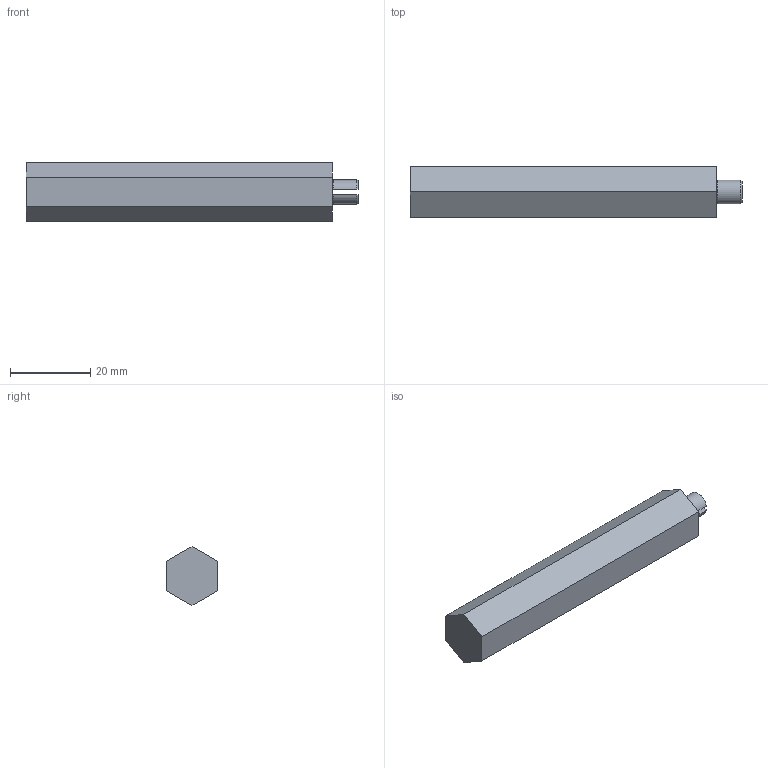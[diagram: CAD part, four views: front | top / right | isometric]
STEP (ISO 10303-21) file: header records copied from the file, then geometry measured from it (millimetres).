
FILE_DESCRIPTION (( 'STEP AP214' ), '1' );
FILE_NAME ('am-4427 125IN Round to 500IN Hex Adapter Shaft.STEP', '2020-10-21T14:11:02', ( '' ), ( '' ), 'SwSTEP 2.0', 'SolidWorks 2019', '' );
FILE_SCHEMA (( 'AUTOMOTIVE_DESIGN' ));
Length unit declared in the file: inch
Products named in the file (1): am-4427 125IN Round to 500IN Hex Adapter Shaft
Bounding box: 82.55 x 12.7 x 14.66 mm (x, y, z)
Volume: 10742 mm3; surface area: 3821.2 mm2
Topology: 1 solids, 1 shells, 24 faces, 65 edges, 43 vertices
Faces by surface type: plane 14, cone 7, cylinder 3
Full cylindrical faces by diameter (mm): 3.175 x1
Entity records: 780 total; most frequent: CARTESIAN_POINT 163, ORIENTED_EDGE 122, DIRECTION 114, EDGE_CURVE 61, VERTEX_POINT 41, AXIS2_PLACEMENT_3D 40, VECTOR 34, LINE 34
